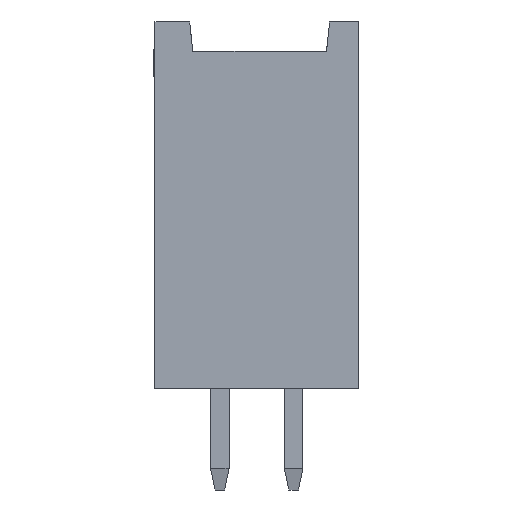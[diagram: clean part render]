
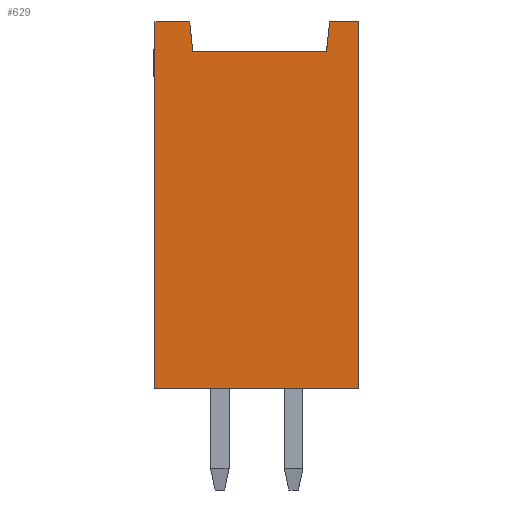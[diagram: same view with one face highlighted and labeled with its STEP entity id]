
A CAD part, left-side view. The second image highlights one B-rep face of the part: STEP entity #629.
In plain terms, the highlighted planar face has unit normal (-1, 0, 0).
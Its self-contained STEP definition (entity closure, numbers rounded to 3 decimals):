
#384=CARTESIAN_POINT('',(-11.43,-3.5,12.6));
#385=VERTEX_POINT('',#384);
#402=CARTESIAN_POINT('',(-11.43,-2.505,12.6));
#403=VERTEX_POINT('',#402);
#410=CARTESIAN_POINT('',(-11.43,-2.505,12.6));
#411=DIRECTION('',(0.,-1.,0.));
#412=VECTOR('',#411,0.995);
#413=LINE('',#410,#412);
#414=EDGE_CURVE('',#403,#385,#413,.T.);
#497=CARTESIAN_POINT('',(-11.43,3.5,12.6));
#498=VERTEX_POINT('',#497);
#505=CARTESIAN_POINT('',(-11.43,2.305,12.6));
#506=VERTEX_POINT('',#505);
#507=CARTESIAN_POINT('',(-11.43,3.5,12.6));
#508=DIRECTION('',(0.,-1.,0.));
#509=VECTOR('',#508,1.195);
#510=LINE('',#507,#509);
#511=EDGE_CURVE('',#498,#506,#510,.T.);
#576=CARTESIAN_POINT('',(-11.43,0.,6.3));
#577=DIRECTION('',(0.,-1.,0.));
#578=DIRECTION('',(-1.,0.,0.));
#579=AXIS2_PLACEMENT_3D('',#576,#578,#577);
#580=PLANE('',#579);
#581=CARTESIAN_POINT('',(-11.43,3.5,0.));
#582=VERTEX_POINT('',#581);
#583=CARTESIAN_POINT('',(-11.43,-3.5,0.));
#584=VERTEX_POINT('',#583);
#585=CARTESIAN_POINT('',(-11.43,3.5,0.));
#586=DIRECTION('',(0.,-1.,0.));
#587=VECTOR('',#586,7.);
#588=LINE('',#585,#587);
#589=EDGE_CURVE('',#582,#584,#588,.T.);
#590=ORIENTED_EDGE('',*,*,#589,.T.);
#591=CARTESIAN_POINT('',(-11.43,-3.5,0.));
#592=DIRECTION('',(0.,0.,1.));
#593=VECTOR('',#592,12.6);
#594=LINE('',#591,#593);
#595=EDGE_CURVE('',#584,#385,#594,.T.);
#596=ORIENTED_EDGE('',*,*,#595,.T.);
#597=ORIENTED_EDGE('',*,*,#414,.F.);
#598=CARTESIAN_POINT('',(-11.43,-2.4,11.6));
#599=VERTEX_POINT('',#598);
#600=CARTESIAN_POINT('',(-11.43,-2.505,12.6));
#601=DIRECTION('',(0.,0.105,-0.995));
#602=VECTOR('',#601,1.006);
#603=LINE('',#600,#602);
#604=EDGE_CURVE('',#403,#599,#603,.T.);
#605=ORIENTED_EDGE('',*,*,#604,.T.);
#606=CARTESIAN_POINT('',(-11.43,2.2,11.6));
#607=VERTEX_POINT('',#606);
#608=CARTESIAN_POINT('',(-11.43,-2.4,11.6));
#609=DIRECTION('',(0.,1.,0.));
#610=VECTOR('',#609,4.6);
#611=LINE('',#608,#610);
#612=EDGE_CURVE('',#599,#607,#611,.T.);
#613=ORIENTED_EDGE('',*,*,#612,.T.);
#614=CARTESIAN_POINT('',(-11.43,2.2,11.6));
#615=DIRECTION('',(0.,0.105,0.995));
#616=VECTOR('',#615,1.006);
#617=LINE('',#614,#616);
#618=EDGE_CURVE('',#607,#506,#617,.T.);
#619=ORIENTED_EDGE('',*,*,#618,.T.);
#620=ORIENTED_EDGE('',*,*,#511,.F.);
#621=CARTESIAN_POINT('',(-11.43,3.5,12.6));
#622=DIRECTION('',(0.,0.,-1.));
#623=VECTOR('',#622,12.6);
#624=LINE('',#621,#623);
#625=EDGE_CURVE('',#498,#582,#624,.T.);
#626=ORIENTED_EDGE('',*,*,#625,.T.);
#627=EDGE_LOOP('',(#590,#596,#597,#605,#613,#619,#620,#626));
#628=FACE_OUTER_BOUND('',#627,.T.);
#629=ADVANCED_FACE('',(#628),#580,.T.);
